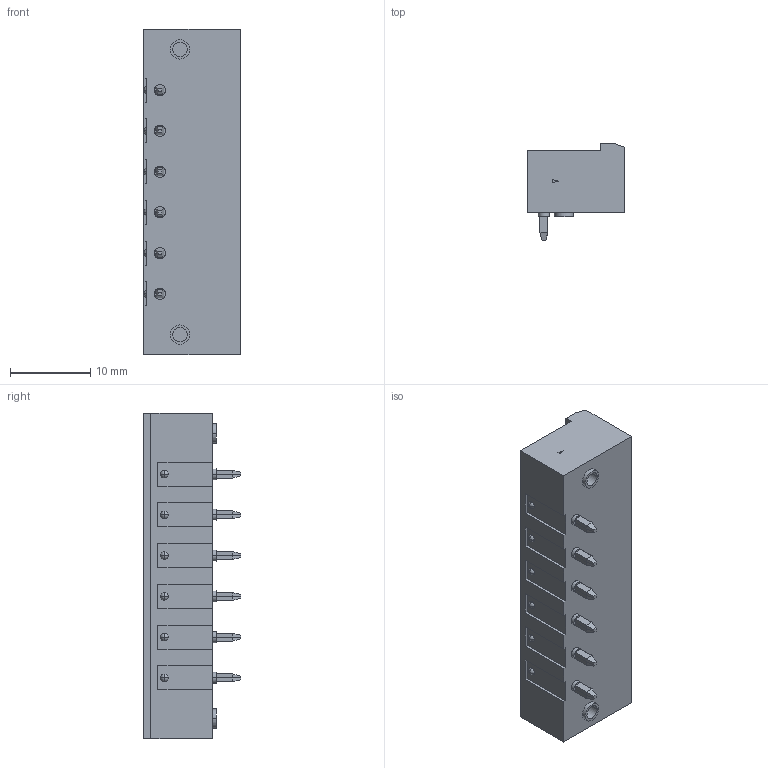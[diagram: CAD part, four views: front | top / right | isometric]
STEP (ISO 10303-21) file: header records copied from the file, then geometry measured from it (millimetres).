
FILE_DESCRIPTION(('STEP AP214'),'1');
FILE_NAME('1924127.stp','2016-07-12T06:23:52',('TraceParts'),('TraceParts S.A.'),'Spatial InterOp 3D',' ',' ');
FILE_SCHEMA(('automotive_design'));
Length unit declared in the file: millimetre
Products named in the file (1): mstb_2.5_hc-6-gf-5.08|1#mstb_2.5_hc-6-gf-5.08;mstb_2.5_hc-6-gf-5.08
Bounding box: 12 x 12.1 x 40.64 mm (x, y, z)
Volume: 2354.3 mm3; surface area: 2882.6 mm2
Topology: 1 solids, 1 shells, 598 faces, 1351 edges, 810 vertices
Faces by surface type: plane 483, cylinder 79, sphere 24, cone 12
Entity records: 21237 total; most frequent: CARTESIAN_POINT 2904, DIRECTION 2867, ORIENTED_EDGE 2702, EDGE_CURVE 1351, LINE 1009, VECTOR 1009, AXIS2_PLACEMENT_3D 929, VERTEX_POINT 810
